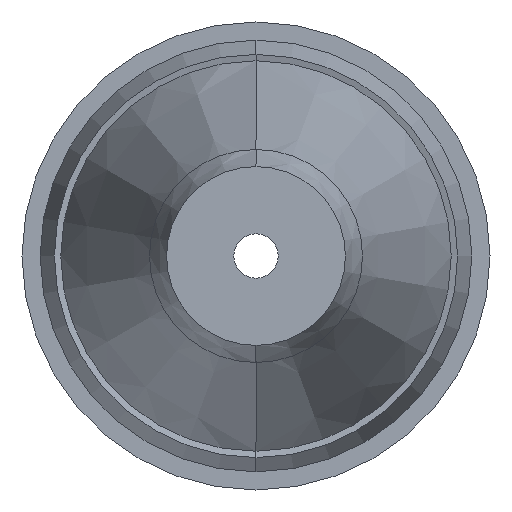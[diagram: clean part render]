
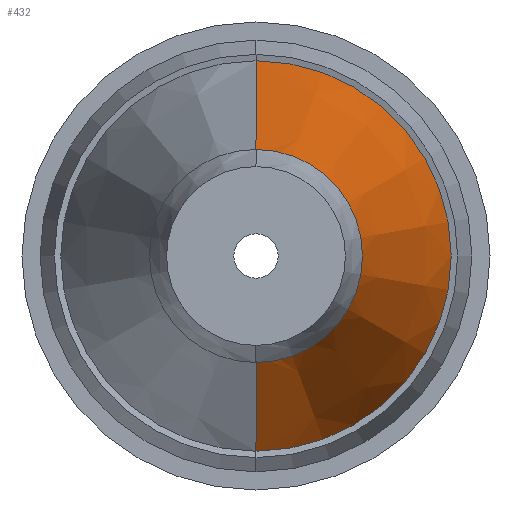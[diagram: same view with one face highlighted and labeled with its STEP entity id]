
A CAD part, front view. The second image highlights one B-rep face of the part: STEP entity #432.
In plain terms, the highlighted conical face has half-angle 15 degrees and reference radius 11.549 mm.
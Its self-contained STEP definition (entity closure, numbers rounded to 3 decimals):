
#368=CARTESIAN_POINT('Vertex',(0.,-13.757,22.512)) ;
#371=CARTESIAN_POINT('Axis2P3D Location',(0.,-13.757,0.)) ;
#375=CARTESIAN_POINT('Vertex',(0.,-13.757,-22.512)) ;
#402=CARTESIAN_POINT('Axis2P3D Location',(0.,-54.675,0.)) ;
#407=CARTESIAN_POINT('Line Origine',(0.,-34.216,17.031)) ;
#411=CARTESIAN_POINT('Vertex',(0.,-54.675,11.549)) ;
#414=CARTESIAN_POINT('Axis2P3D Location',(0.,-54.675,0.)) ;
#418=CARTESIAN_POINT('Vertex',(0.,-54.675,-11.549)) ;
#421=CARTESIAN_POINT('Line Origine',(0.,-34.216,-17.031)) ;
#409=VECTOR('Line Direction',#408,1.) ;
#423=VECTOR('Line Direction',#422,1.) ;
#372=DIRECTION('Axis2P3D Direction',(0.,-1.,-0.)) ;
#403=DIRECTION('Axis2P3D Direction',(0.,1.,0.)) ;
#404=DIRECTION('Axis2P3D XDirection',(0.,0.,1.)) ;
#408=DIRECTION('Vector Direction',(0.,0.966,0.259)) ;
#415=DIRECTION('Axis2P3D Direction',(0.,1.,0.)) ;
#422=DIRECTION('Vector Direction',(0.,0.966,-0.259)) ;
#373=AXIS2_PLACEMENT_3D('Circle Axis2P3D',#371,#372,$) ;
#405=AXIS2_PLACEMENT_3D('Cone Axis2P3D',#402,#403,#404) ;
#416=AXIS2_PLACEMENT_3D('Circle Axis2P3D',#414,#415,$) ;
#410=LINE('Line',#407,#409) ;
#424=LINE('Line',#421,#423) ;
#374=CIRCLE('generated circle',#373,22.512) ;
#417=CIRCLE('generated circle',#416,11.549) ;
#406=CONICAL_SURFACE('Cone',#405,11.549,0.262) ;
#377=EDGE_CURVE('',#369,#376,#374,.F.) ;
#413=EDGE_CURVE('',#369,#412,#410,.F.) ;
#420=EDGE_CURVE('',#412,#419,#417,.T.) ;
#425=EDGE_CURVE('',#376,#419,#424,.F.) ;
#427=ORIENTED_EDGE('',*,*,#377,.F.) ;
#428=ORIENTED_EDGE('',*,*,#413,.T.) ;
#429=ORIENTED_EDGE('',*,*,#420,.T.) ;
#430=ORIENTED_EDGE('',*,*,#425,.F.) ;
#426=EDGE_LOOP('',(#427,#428,#429,#430)) ;
#369=VERTEX_POINT('',#368) ;
#376=VERTEX_POINT('',#375) ;
#412=VERTEX_POINT('',#411) ;
#419=VERTEX_POINT('',#418) ;
#432=ADVANCED_FACE('PartBody',(#431),#406,.T.) ;
#431=FACE_OUTER_BOUND('',#426,.T.) ;
